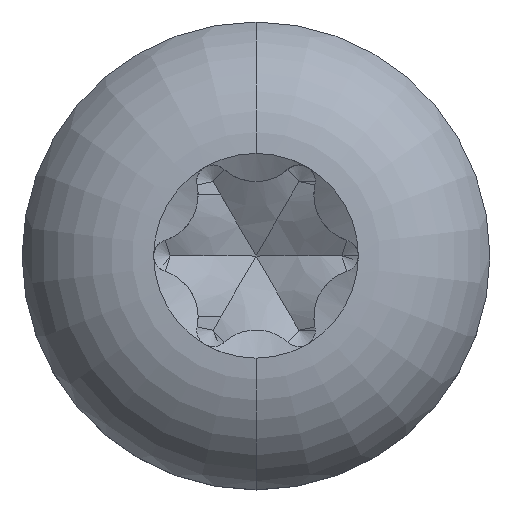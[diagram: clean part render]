
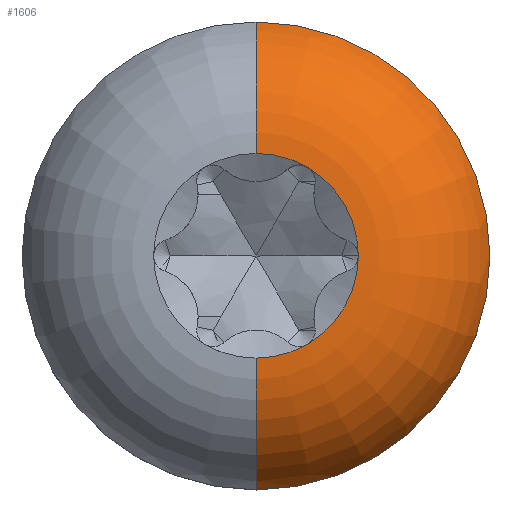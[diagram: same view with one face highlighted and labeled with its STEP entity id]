
A CAD part, top view. The second image highlights one B-rep face of the part: STEP entity #1606.
In plain terms, the highlighted toroidal (fillet/blend) face has major radius 0.875 mm and minor radius 1.191 mm.
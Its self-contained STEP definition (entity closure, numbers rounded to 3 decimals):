
#64 = TOROIDAL_SURFACE ( 'NONE', #890, 0.875, 1.191 ) ;
#107 = CARTESIAN_POINT ( 'NONE',  ( 0., 0., 2.8 ) ) ;
#237 = EDGE_CURVE ( 'NONE', #1423, #864, #972, .T. ) ;
#303 = VERTEX_POINT ( 'NONE', #3286 ) ;
#357 = CIRCLE ( 'NONE', #3029, 0.875 ) ;
#366 = VERTEX_POINT ( 'NONE', #1997 ) ;
#373 = CARTESIAN_POINT ( 'NONE',  ( 0.438, 0.758, 2.8 ) ) ;
#420 = CIRCLE ( 'NONE', #2064, 0.875 ) ;
#434 = DIRECTION ( 'NONE',  ( 0., 0., -1. ) ) ;
#602 = CIRCLE ( 'NONE', #3207, 0.875 ) ;
#693 = CARTESIAN_POINT ( 'NONE',  ( 0., -0.875, 2.8 ) ) ;
#701 = DIRECTION ( 'NONE',  ( -1., 0., 0. ) ) ;
#730 = DIRECTION ( 'NONE',  ( 0., 1., 0. ) ) ;
#733 = CARTESIAN_POINT ( 'NONE',  ( 0., 0., 2.8 ) ) ;
#864 = VERTEX_POINT ( 'NONE', #373 ) ;
#868 = EDGE_CURVE ( 'NONE', #1423, #303, #2452, .T. ) ;
#890 = AXIS2_PLACEMENT_3D ( 'NONE', #2682, #2945, #1637 ) ;
#917 = CARTESIAN_POINT ( 'NONE',  ( 0., -0.875, 1.609 ) ) ;
#948 = CARTESIAN_POINT ( 'NONE',  ( 0., 0., 2. ) ) ;
#964 = VERTEX_POINT ( 'NONE', #693 ) ;
#972 = CIRCLE ( 'NONE', #2175, 0.875 ) ;
#982 = EDGE_CURVE ( 'NONE', #864, #2943, #357, .T. ) ;
#1042 = ORIENTED_EDGE ( 'NONE', *, *, #2515, .T. ) ;
#1115 = AXIS2_PLACEMENT_3D ( 'NONE', #948, #1220, #730 ) ;
#1216 = EDGE_CURVE ( 'NONE', #2943, #1217, #602, .T. ) ;
#1217 = VERTEX_POINT ( 'NONE', #2025 ) ;
#1220 = DIRECTION ( 'NONE',  ( 0., 0., -1. ) ) ;
#1382 = AXIS2_PLACEMENT_3D ( 'NONE', #2005, #701, #1739 ) ;
#1407 = DIRECTION ( 'NONE',  ( 0., 0., -1. ) ) ;
#1423 = VERTEX_POINT ( 'NONE', #1573 ) ;
#1573 = CARTESIAN_POINT ( 'NONE',  ( 0., 0.875, 2.8 ) ) ;
#1606 = ADVANCED_FACE ( 'NONE', ( #2982 ), #64, .T. ) ;
#1637 = DIRECTION ( 'NONE',  ( 0., 1., 0. ) ) ;
#1718 = DIRECTION ( 'NONE',  ( 0., 1., 0. ) ) ;
#1739 = DIRECTION ( 'NONE',  ( 0., 0., 1. ) ) ;
#1774 = CIRCLE ( 'NONE', #2586, 1.191 ) ;
#1777 = CARTESIAN_POINT ( 'NONE',  ( 0.875, 0., 2.8 ) ) ;
#1793 = ORIENTED_EDGE ( 'NONE', *, *, #982, .T. ) ;
#1952 = DIRECTION ( 'NONE',  ( 0., 0., -1. ) ) ;
#1980 = DIRECTION ( 'NONE',  ( 1., 0., 0. ) ) ;
#1995 = ORIENTED_EDGE ( 'NONE', *, *, #868, .F. ) ;
#1997 = CARTESIAN_POINT ( 'NONE',  ( 0., -2., 2. ) ) ;
#2005 = CARTESIAN_POINT ( 'NONE',  ( 0., 0.875, 1.609 ) ) ;
#2018 = CARTESIAN_POINT ( 'NONE',  ( 0., 0., 2.8 ) ) ;
#2025 = CARTESIAN_POINT ( 'NONE',  ( 0.438, -0.758, 2.8 ) ) ;
#2064 = AXIS2_PLACEMENT_3D ( 'NONE', #2975, #1407, #3246 ) ;
#2127 = EDGE_CURVE ( 'NONE', #964, #366, #1774, .T. ) ;
#2175 = AXIS2_PLACEMENT_3D ( 'NONE', #107, #1952, #3270 ) ;
#2257 = EDGE_LOOP ( 'NONE', ( #1042, #2991, #3398, #1995, #2490, #1793, #3210 ) ) ;
#2274 = DIRECTION ( 'NONE',  ( 0., 1., 0. ) ) ;
#2452 = CIRCLE ( 'NONE', #1382, 1.191 ) ;
#2490 = ORIENTED_EDGE ( 'NONE', *, *, #237, .T. ) ;
#2515 = EDGE_CURVE ( 'NONE', #1217, #964, #420, .T. ) ;
#2553 = CIRCLE ( 'NONE', #1115, 2. ) ;
#2586 = AXIS2_PLACEMENT_3D ( 'NONE', #917, #1980, #1718 ) ;
#2682 = CARTESIAN_POINT ( 'NONE',  ( 0., 0., 1.609 ) ) ;
#2805 = DIRECTION ( 'NONE',  ( 0., 0., -1. ) ) ;
#2815 = DIRECTION ( 'NONE',  ( 0., 1., 0. ) ) ;
#2943 = VERTEX_POINT ( 'NONE', #1777 ) ;
#2945 = DIRECTION ( 'NONE',  ( 0., 0., -1. ) ) ;
#2975 = CARTESIAN_POINT ( 'NONE',  ( 0., 0., 2.8 ) ) ;
#2982 = FACE_OUTER_BOUND ( 'NONE', #2257, .T. ) ;
#2991 = ORIENTED_EDGE ( 'NONE', *, *, #2127, .T. ) ;
#3029 = AXIS2_PLACEMENT_3D ( 'NONE', #2018, #434, #2274 ) ;
#3107 = EDGE_CURVE ( 'NONE', #303, #366, #2553, .T. ) ;
#3207 = AXIS2_PLACEMENT_3D ( 'NONE', #733, #2805, #2815 ) ;
#3210 = ORIENTED_EDGE ( 'NONE', *, *, #1216, .T. ) ;
#3246 = DIRECTION ( 'NONE',  ( 0., 1., 0. ) ) ;
#3270 = DIRECTION ( 'NONE',  ( 0., 1., 0. ) ) ;
#3286 = CARTESIAN_POINT ( 'NONE',  ( 0., 2., 2. ) ) ;
#3398 = ORIENTED_EDGE ( 'NONE', *, *, #3107, .F. ) ;
